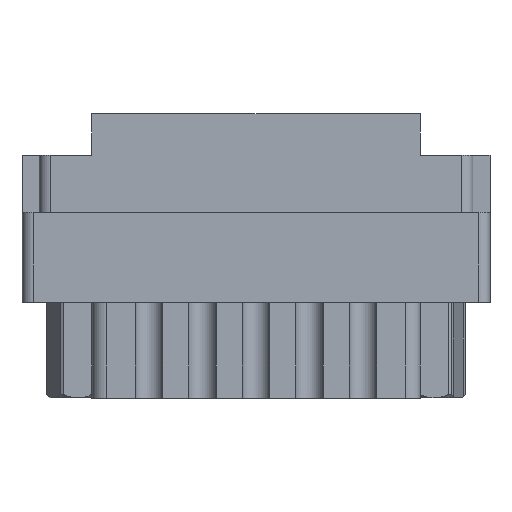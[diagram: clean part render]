
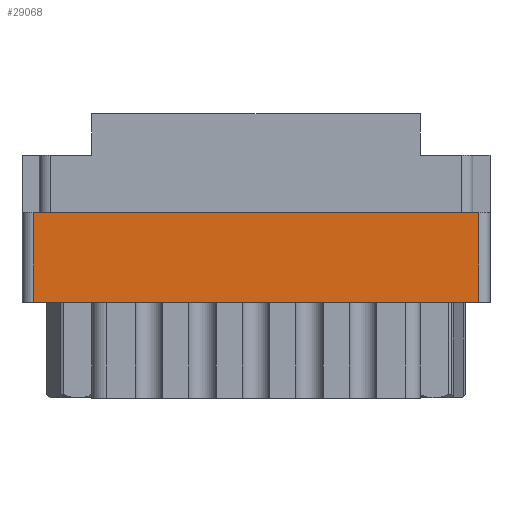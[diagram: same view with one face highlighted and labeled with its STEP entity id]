
A CAD part, front view. The second image highlights one B-rep face of the part: STEP entity #29068.
In plain terms, the highlighted planar face has unit normal (0, -1, 0).
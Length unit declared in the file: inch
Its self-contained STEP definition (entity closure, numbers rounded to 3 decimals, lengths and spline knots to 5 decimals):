
#289 = DIRECTION ( 'NONE',  ( 0., 0., -1. ) ) ;
#1664 = DIRECTION ( 'NONE',  ( 1., 0., 0. ) ) ;
#1993 = DIRECTION ( 'NONE',  ( 0., 0., -1. ) ) ;
#2235 = DIRECTION ( 'NONE',  ( 0., 0., 1. ) ) ;
#2256 = EDGE_CURVE ( 'NONE', #24021, #19243, #12670, .T. ) ;
#2561 = DIRECTION ( 'NONE',  ( 0., -1., 0. ) ) ;
#3683 = VECTOR ( 'NONE', #11982, 39.37008 ) ;
#3966 = AXIS2_PLACEMENT_3D ( 'NONE', #23748, #2561, #289 ) ;
#4917 = EDGE_CURVE ( 'NONE', #24021, #13167, #16604, .T. ) ;
#5309 = PLANE ( 'NONE',  #3966 ) ;
#5597 = CARTESIAN_POINT ( 'NONE',  ( -0.624, -0.343, -0.277 ) ) ;
#6576 = EDGE_LOOP ( 'NONE', ( #12478, #10443, #28097, #25782 ) ) ;
#7267 = CARTESIAN_POINT ( 'NONE',  ( 0.624, -0.343, -0.798 ) ) ;
#9220 = VECTOR ( 'NONE', #1993, 39.37008 ) ;
#10034 = CARTESIAN_POINT ( 'NONE',  ( 0.624, -0.343, -0.277 ) ) ;
#10443 = ORIENTED_EDGE ( 'NONE', *, *, #4917, .T. ) ;
#10644 = LINE ( 'NONE', #19766, #3683 ) ;
#11185 = FACE_OUTER_BOUND ( 'NONE', #6576, .T. ) ;
#11982 = DIRECTION ( 'NONE',  ( -1., 0., 0. ) ) ;
#12478 = ORIENTED_EDGE ( 'NONE', *, *, #2256, .F. ) ;
#12670 = LINE ( 'NONE', #17147, #17602 ) ;
#12771 = EDGE_CURVE ( 'NONE', #23155, #19243, #27459, .T. ) ;
#13167 = VERTEX_POINT ( 'NONE', #13188 ) ;
#13188 = CARTESIAN_POINT ( 'NONE',  ( -0.624, -0.343, -0.529 ) ) ;
#13877 = EDGE_CURVE ( 'NONE', #23155, #13167, #10644, .T. ) ;
#16604 = LINE ( 'NONE', #30783, #9220 ) ;
#17147 = CARTESIAN_POINT ( 'NONE',  ( 0., -0.343, -0.277 ) ) ;
#17602 = VECTOR ( 'NONE', #1664, 39.37008 ) ;
#19243 = VERTEX_POINT ( 'NONE', #10034 ) ;
#19766 = CARTESIAN_POINT ( 'NONE',  ( 0., -0.343, -0.529 ) ) ;
#21760 = VECTOR ( 'NONE', #2235, 39.37008 ) ;
#23155 = VERTEX_POINT ( 'NONE', #31502 ) ;
#23748 = CARTESIAN_POINT ( 'NONE',  ( -0.656, -0.343, -0.798 ) ) ;
#24021 = VERTEX_POINT ( 'NONE', #5597 ) ;
#25782 = ORIENTED_EDGE ( 'NONE', *, *, #12771, .T. ) ;
#27459 = LINE ( 'NONE', #7267, #21760 ) ;
#28097 = ORIENTED_EDGE ( 'NONE', *, *, #13877, .F. ) ;
#29068 = ADVANCED_FACE ( 'NONE', ( #11185 ), #5309, .T. ) ;
#30783 = CARTESIAN_POINT ( 'NONE',  ( -0.624, -0.343, -0.798 ) ) ;
#31502 = CARTESIAN_POINT ( 'NONE',  ( 0.624, -0.343, -0.529 ) ) ;
